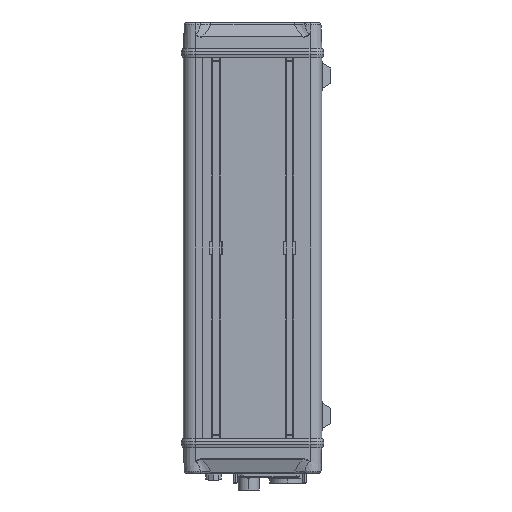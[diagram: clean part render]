
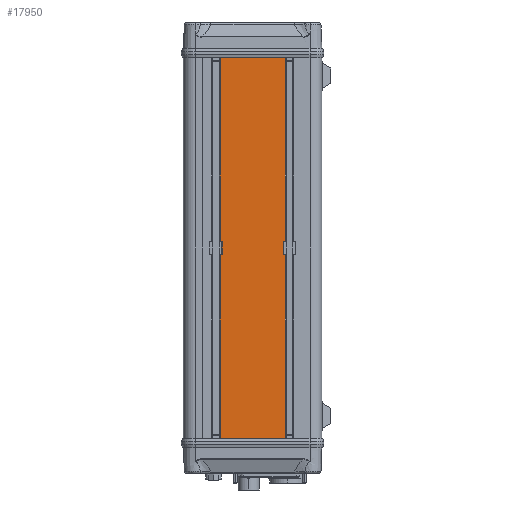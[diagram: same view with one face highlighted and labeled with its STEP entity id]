
A CAD part, left-side view. The second image highlights one B-rep face of the part: STEP entity #17950.
In plain terms, the highlighted planar face has unit normal (-1, 0, 0).
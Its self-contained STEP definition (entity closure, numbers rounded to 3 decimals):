
#216 = ORIENTED_EDGE ( 'NONE', *, *, #23661, .T. ) ;
#468 = CARTESIAN_POINT ( 'NONE',  ( 0., 52.85, -104. ) ) ;
#511 = EDGE_CURVE ( 'NONE', #35240, #10762, #17134, .T. ) ;
#910 = CARTESIAN_POINT ( 'NONE',  ( 0., 52.85, -97. ) ) ;
#1346 = LINE ( 'NONE', #6155, #12254 ) ;
#1449 = CIRCLE ( 'NONE', #24790, 0.3 ) ;
#1543 = CARTESIAN_POINT ( 'NONE',  ( 0., 52.1, -104. ) ) ;
#1584 = VECTOR ( 'NONE', #1949, 1000. ) ;
#1894 = ORIENTED_EDGE ( 'NONE', *, *, #45774, .T. ) ;
#1949 = DIRECTION ( 'NONE',  ( 0., -1., 0. ) ) ;
#2055 = VECTOR ( 'NONE', #11931, 1000. ) ;
#2739 = ORIENTED_EDGE ( 'NONE', *, *, #26911, .T. ) ;
#2950 = CARTESIAN_POINT ( 'NONE',  ( 0., 52.85, 0. ) ) ;
#3439 = CARTESIAN_POINT ( 'NONE',  ( 0., 52.1, -97. ) ) ;
#3673 = VERTEX_POINT ( 'NONE', #14104 ) ;
#4087 = DIRECTION ( 'NONE',  ( 0., 0., 1. ) ) ;
#4188 = VECTOR ( 'NONE', #9384, 1000. ) ;
#4976 = ORIENTED_EDGE ( 'NONE', *, *, #18098, .T. ) ;
#5776 = CARTESIAN_POINT ( 'NONE',  ( 0., 20.2, -97. ) ) ;
#5961 = LINE ( 'NONE', #32289, #34075 ) ;
#6155 = CARTESIAN_POINT ( 'NONE',  ( 0., 52.85, -201. ) ) ;
#6780 = CIRCLE ( 'NONE', #43438, 0.3 ) ;
#7951 = DIRECTION ( 'NONE',  ( 0., 0., -1. ) ) ;
#9228 = CARTESIAN_POINT ( 'NONE',  ( 0., 19.9, -97. ) ) ;
#9384 = DIRECTION ( 'NONE',  ( 0., -1., 0. ) ) ;
#9737 = DIRECTION ( 'NONE',  ( 0., 0., -1. ) ) ;
#10108 = LINE ( 'NONE', #29943, #19900 ) ;
#10199 = VERTEX_POINT ( 'NONE', #12202 ) ;
#10589 = VERTEX_POINT ( 'NONE', #33124 ) ;
#10762 = VERTEX_POINT ( 'NONE', #23508 ) ;
#11931 = DIRECTION ( 'NONE',  ( 0., 0., -1. ) ) ;
#11992 = VERTEX_POINT ( 'NONE', #41406 ) ;
#12201 = DIRECTION ( 'NONE',  ( 0., 0., 1. ) ) ;
#12202 = CARTESIAN_POINT ( 'NONE',  ( 0., 20.2, -97.3 ) ) ;
#12254 = VECTOR ( 'NONE', #28134, 1000. ) ;
#12399 = VECTOR ( 'NONE', #4087, 1000. ) ;
#13014 = AXIS2_PLACEMENT_3D ( 'NONE', #37554, #15614, #41264 ) ;
#13524 = VERTEX_POINT ( 'NONE', #38789 ) ;
#14104 = CARTESIAN_POINT ( 'NONE',  ( 0., 51.8, -103.7 ) ) ;
#14358 = PLANE ( 'NONE',  #32760 ) ;
#14368 = CARTESIAN_POINT ( 'NONE',  ( 0., 19.15, -201. ) ) ;
#14523 = DIRECTION ( 'NONE',  ( -1., 0., 0. ) ) ;
#14599 = EDGE_CURVE ( 'NONE', #10199, #43599, #18711, .T. ) ;
#14821 = VECTOR ( 'NONE', #9737, 1000. ) ;
#15063 = DIRECTION ( 'NONE',  ( 1., 0., 0. ) ) ;
#15101 = LINE ( 'NONE', #35035, #4188 ) ;
#15614 = DIRECTION ( 'NONE',  ( 1., 0., 0. ) ) ;
#16001 = VERTEX_POINT ( 'NONE', #3439 ) ;
#16673 = ORIENTED_EDGE ( 'NONE', *, *, #27399, .T. ) ;
#17134 = LINE ( 'NONE', #39090, #14821 ) ;
#17736 = ORIENTED_EDGE ( 'NONE', *, *, #14599, .T. ) ;
#17950 = ADVANCED_FACE ( 'NONE', ( #45298 ), #14358, .T. ) ;
#18098 = EDGE_CURVE ( 'NONE', #10589, #13524, #23522, .T. ) ;
#18317 = CARTESIAN_POINT ( 'NONE',  ( 0., 20.2, -103.7 ) ) ;
#18403 = ORIENTED_EDGE ( 'NONE', *, *, #42304, .T. ) ;
#18442 = CARTESIAN_POINT ( 'NONE',  ( 0., 19.15, -97. ) ) ;
#18683 = CARTESIAN_POINT ( 'NONE',  ( 0., 19.15, -201. ) ) ;
#18711 = CIRCLE ( 'NONE', #13014, 0.3 ) ;
#19694 = CARTESIAN_POINT ( 'NONE',  ( 0., 19.9, -103.7 ) ) ;
#19900 = VECTOR ( 'NONE', #7951, 1000. ) ;
#20828 = CARTESIAN_POINT ( 'NONE',  ( 0., 20.2, -201. ) ) ;
#20926 = CARTESIAN_POINT ( 'NONE',  ( 0., 52.1, -97.3 ) ) ;
#21194 = ORIENTED_EDGE ( 'NONE', *, *, #24909, .T. ) ;
#21848 = EDGE_CURVE ( 'NONE', #37038, #3673, #10108, .T. ) ;
#22161 = LINE ( 'NONE', #18683, #12399 ) ;
#22807 = ORIENTED_EDGE ( 'NONE', *, *, #43259, .F. ) ;
#22862 = CARTESIAN_POINT ( 'NONE',  ( 0., 52.85, -201. ) ) ;
#23190 = ORIENTED_EDGE ( 'NONE', *, *, #511, .T. ) ;
#23364 = DIRECTION ( 'NONE',  ( 0., -1., 0. ) ) ;
#23508 = CARTESIAN_POINT ( 'NONE',  ( 0., 52.85, -201. ) ) ;
#23522 = LINE ( 'NONE', #2950, #41842 ) ;
#23661 = EDGE_CURVE ( 'NONE', #33557, #35240, #5961, .T. ) ;
#24628 = DIRECTION ( 'NONE',  ( 0., 0., 1. ) ) ;
#24694 = ORIENTED_EDGE ( 'NONE', *, *, #47325, .T. ) ;
#24790 = AXIS2_PLACEMENT_3D ( 'NONE', #37009, #15063, #40710 ) ;
#24909 = EDGE_CURVE ( 'NONE', #44339, #10589, #45454, .T. ) ;
#25178 = VECTOR ( 'NONE', #29803, 1000. ) ;
#25973 = VECTOR ( 'NONE', #12201, 1000. ) ;
#26197 = CIRCLE ( 'NONE', #33783, 0.3 ) ;
#26207 = CARTESIAN_POINT ( 'NONE',  ( 0., 51.8, -97.3 ) ) ;
#26332 = LINE ( 'NONE', #468, #25178 ) ;
#26911 = EDGE_CURVE ( 'NONE', #16001, #37038, #6780, .T. ) ;
#27399 = EDGE_CURVE ( 'NONE', #43599, #44339, #39450, .T. ) ;
#28112 = VERTEX_POINT ( 'NONE', #910 ) ;
#28134 = DIRECTION ( 'NONE',  ( 0., -1., 0. ) ) ;
#28614 = EDGE_CURVE ( 'NONE', #40136, #11992, #22161, .T. ) ;
#28823 = LINE ( 'NONE', #20828, #38565 ) ;
#29277 = EDGE_CURVE ( 'NONE', #3673, #33557, #1449, .T. ) ;
#29803 = DIRECTION ( 'NONE',  ( 0., 1., 0. ) ) ;
#29927 = EDGE_CURVE ( 'NONE', #13524, #28112, #31822, .T. ) ;
#29943 = CARTESIAN_POINT ( 'NONE',  ( 0., 51.8, -201. ) ) ;
#30461 = CARTESIAN_POINT ( 'NONE',  ( 0., 19.15, -201. ) ) ;
#31822 = LINE ( 'NONE', #22862, #2055 ) ;
#32257 = ORIENTED_EDGE ( 'NONE', *, *, #21848, .T. ) ;
#32289 = CARTESIAN_POINT ( 'NONE',  ( 0., 58.4, -104. ) ) ;
#32462 = EDGE_CURVE ( 'NONE', #28112, #16001, #15101, .T. ) ;
#32760 = AXIS2_PLACEMENT_3D ( 'NONE', #32797, #14523, #40159 ) ;
#32797 = CARTESIAN_POINT ( 'NONE',  ( 0., 52.85, -201. ) ) ;
#33124 = CARTESIAN_POINT ( 'NONE',  ( 0., 19.15, 0. ) ) ;
#33453 = VERTEX_POINT ( 'NONE', #41182 ) ;
#33557 = VERTEX_POINT ( 'NONE', #1543 ) ;
#33783 = AXIS2_PLACEMENT_3D ( 'NONE', #19694, #45310, #23364 ) ;
#34075 = VECTOR ( 'NONE', #43181, 1000. ) ;
#34322 = CARTESIAN_POINT ( 'NONE',  ( 0., 52.85, -104. ) ) ;
#35035 = CARTESIAN_POINT ( 'NONE',  ( 0., 58.4, -97. ) ) ;
#35240 = VERTEX_POINT ( 'NONE', #34322 ) ;
#35286 = ORIENTED_EDGE ( 'NONE', *, *, #32462, .T. ) ;
#35645 = DIRECTION ( 'NONE',  ( 0., 1., 0. ) ) ;
#36207 = ORIENTED_EDGE ( 'NONE', *, *, #29927, .T. ) ;
#37009 = CARTESIAN_POINT ( 'NONE',  ( 0., 52.1, -103.7 ) ) ;
#37038 = VERTEX_POINT ( 'NONE', #26207 ) ;
#37123 = ORIENTED_EDGE ( 'NONE', *, *, #28614, .T. ) ;
#37554 = CARTESIAN_POINT ( 'NONE',  ( 0., 19.9, -97.3 ) ) ;
#38565 = VECTOR ( 'NONE', #46455, 1000. ) ;
#38789 = CARTESIAN_POINT ( 'NONE',  ( 0., 52.85, 0. ) ) ;
#39090 = CARTESIAN_POINT ( 'NONE',  ( 0., 52.85, -201. ) ) ;
#39450 = LINE ( 'NONE', #5776, #1584 ) ;
#40136 = VERTEX_POINT ( 'NONE', #14368 ) ;
#40159 = DIRECTION ( 'NONE',  ( 0., 0., 1. ) ) ;
#40710 = DIRECTION ( 'NONE',  ( 0., 0., 1. ) ) ;
#41182 = CARTESIAN_POINT ( 'NONE',  ( 0., 19.9, -104. ) ) ;
#41264 = DIRECTION ( 'NONE',  ( 0., -1., 0. ) ) ;
#41406 = CARTESIAN_POINT ( 'NONE',  ( 0., 19.15, -104. ) ) ;
#41842 = VECTOR ( 'NONE', #35645, 1000. ) ;
#42304 = EDGE_CURVE ( 'NONE', #10762, #40136, #1346, .T. ) ;
#43181 = DIRECTION ( 'NONE',  ( 0., 1., 0. ) ) ;
#43259 = EDGE_CURVE ( 'NONE', #10199, #46582, #28823, .T. ) ;
#43304 = EDGE_LOOP ( 'NONE', ( #22807, #17736, #16673, #21194, #4976, #36207, #35286, #2739, #32257, #46969, #216, #23190, #18403, #37123, #1894, #24694 ) ) ;
#43438 = AXIS2_PLACEMENT_3D ( 'NONE', #20926, #46560, #24628 ) ;
#43599 = VERTEX_POINT ( 'NONE', #9228 ) ;
#44339 = VERTEX_POINT ( 'NONE', #18442 ) ;
#45298 = FACE_OUTER_BOUND ( 'NONE', #43304, .T. ) ;
#45310 = DIRECTION ( 'NONE',  ( 1., 0., 0. ) ) ;
#45454 = LINE ( 'NONE', #30461, #25973 ) ;
#45774 = EDGE_CURVE ( 'NONE', #11992, #33453, #26332, .T. ) ;
#46455 = DIRECTION ( 'NONE',  ( 0., 0., -1. ) ) ;
#46560 = DIRECTION ( 'NONE',  ( 1., 0., 0. ) ) ;
#46582 = VERTEX_POINT ( 'NONE', #18317 ) ;
#46969 = ORIENTED_EDGE ( 'NONE', *, *, #29277, .T. ) ;
#47325 = EDGE_CURVE ( 'NONE', #33453, #46582, #26197, .T. ) ;
